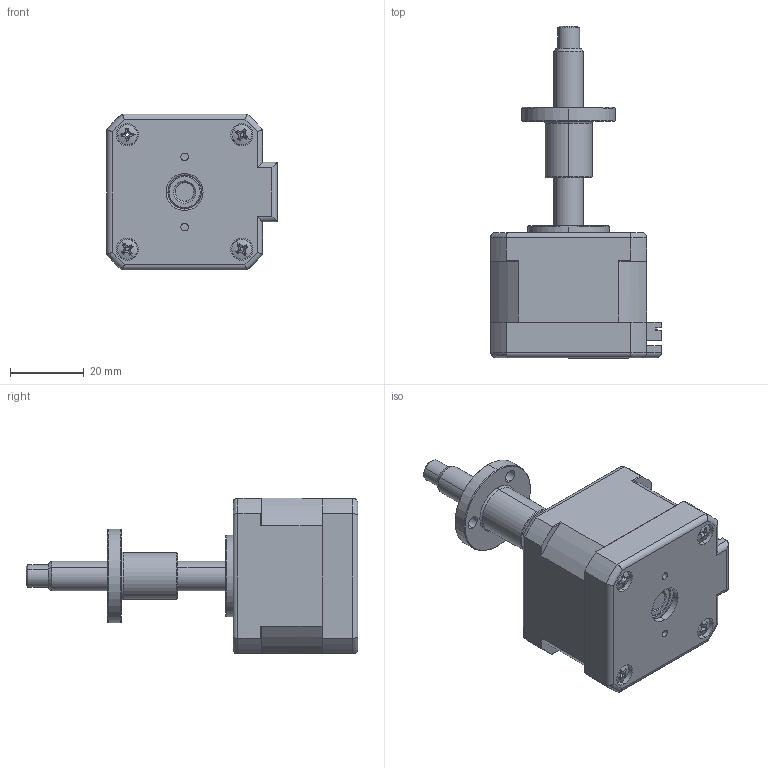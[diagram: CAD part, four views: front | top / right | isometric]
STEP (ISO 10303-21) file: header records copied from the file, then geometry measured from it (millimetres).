
FILE_DESCRIPTION (( 'STEP AP203' ), '1' );
FILE_NAME ('LE174S-T0804-50-AR3-S-065.STEP', '2018-08-10T10:40:03', ( '' ), ( '' ), 'SwSTEP 2.0', 'SolidWorks 2014', '' );
FILE_SCHEMA (( 'CONFIG_CONTROL_DESIGN' ));
Length unit declared in the file: millimetre
Products named in the file (1): LE174S-T0804-50-AR3-S-065
Bounding box: 46.2 x 89.8 x 42.2 mm (x, y, z)
Surface area: 15683.1 mm2 (no closed solid volume)
Topology: 0 solids, 16 shells, 326 faces, 1002 edges, 694 vertices
Faces by surface type: plane 172, cylinder 78, cone 54, torus 14, sphere 8
Entity records: 11820 total; most frequent: CARTESIAN_POINT 2897, DIRECTION 1794, ORIENTED_EDGE 1758, EDGE_CURVE 1002, VERTEX_POINT 694, AXIS2_PLACEMENT_3D 605, LINE 584, VECTOR 584
